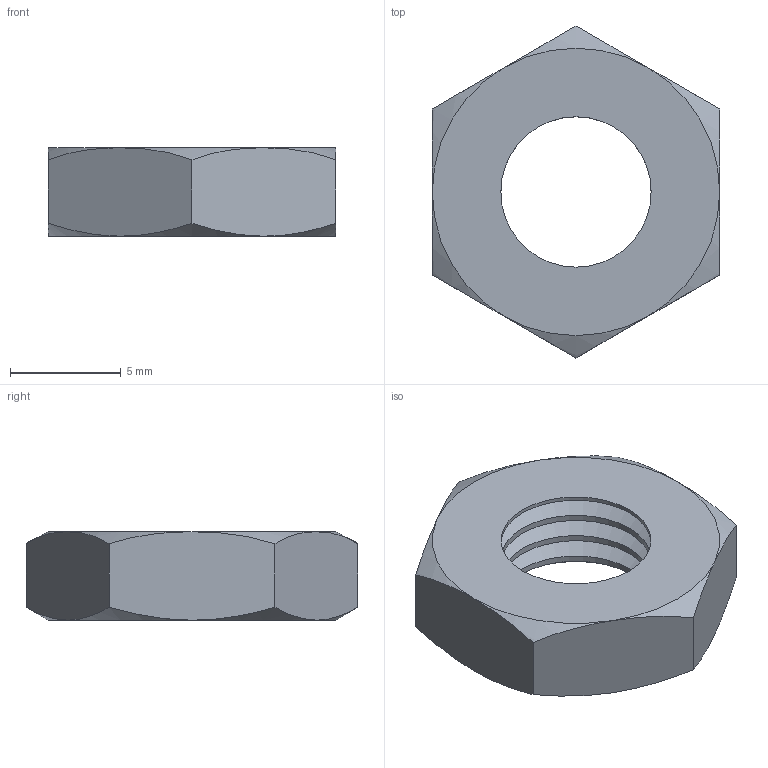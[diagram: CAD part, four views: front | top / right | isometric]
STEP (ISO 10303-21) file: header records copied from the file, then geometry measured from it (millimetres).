
FILE_DESCRIPTION (( 'STEP AP203' ), '1' );
FILE_NAME ('Porca M8 sensor indutivo.STEP', '2015-06-08T18:53:44', ( 'user' ), ( '' ), 'SwSTEP 2.0', 'SolidWorks 2013', '' );
FILE_SCHEMA (( 'CONFIG_CONTROL_DESIGN' ));
Length unit declared in the file: millimetre
Products named in the file (1): Porca M8 sensor indutivo
Bounding box: 13 x 15.01 x 4 mm (x, y, z)
Volume: 415.6 mm3; surface area: 515.4 mm2
Topology: 1 solids, 1 shells, 32 faces, 67 edges, 37 vertices
Faces by surface type: cone 13, plane 8, bspline 6, cylinder 5
Full cylindrical faces by diameter (mm): 6.8 x4, 8 x1
Entity records: 1057 total; most frequent: CARTESIAN_POINT 401, ORIENTED_EDGE 110, DIRECTION 110, EDGE_CURVE 55, AXIS2_PLACEMENT_3D 52, EDGE_LOOP 46, VERTEX_POINT 37, FACE_OUTER_BOUND 37
